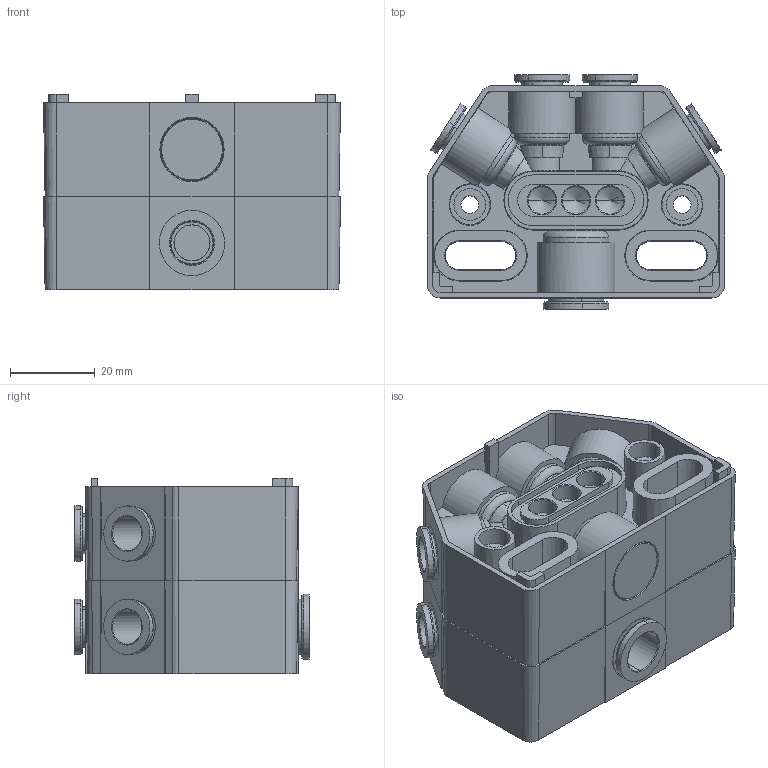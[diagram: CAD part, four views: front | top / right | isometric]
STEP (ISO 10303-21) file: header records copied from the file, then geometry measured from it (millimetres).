
FILE_DESCRIPTION(('STEP AP214'),'1');
FILE_NAME('COVAL_NVR8.stp','2017-12-27T18:45:58',('TraceParts'),('TraceParts S.A.'),'Spatial InterOp 3D',' ',' ');
FILE_SCHEMA(('automotive_design'));
Length unit declared in the file: millimetre
Products named in the file (1): COVAL_NVR8
Bounding box: 70 x 55.2 x 46 mm (x, y, z)
Volume: 68476.2 mm3; surface area: 65031.2 mm2
Topology: 12 solids, 12 shells, 1113 faces, 2830 edges, 1795 vertices
Faces by surface type: plane 375, cone 322, cylinder 318, torus 98
Entity records: 43624 total; most frequent: CARTESIAN_POINT 7369, DIRECTION 5964, ORIENTED_EDGE 5608, EDGE_CURVE 2804, AXIS2_PLACEMENT_3D 2334, VERTEX_POINT 1795, LINE 1296, VECTOR 1296
